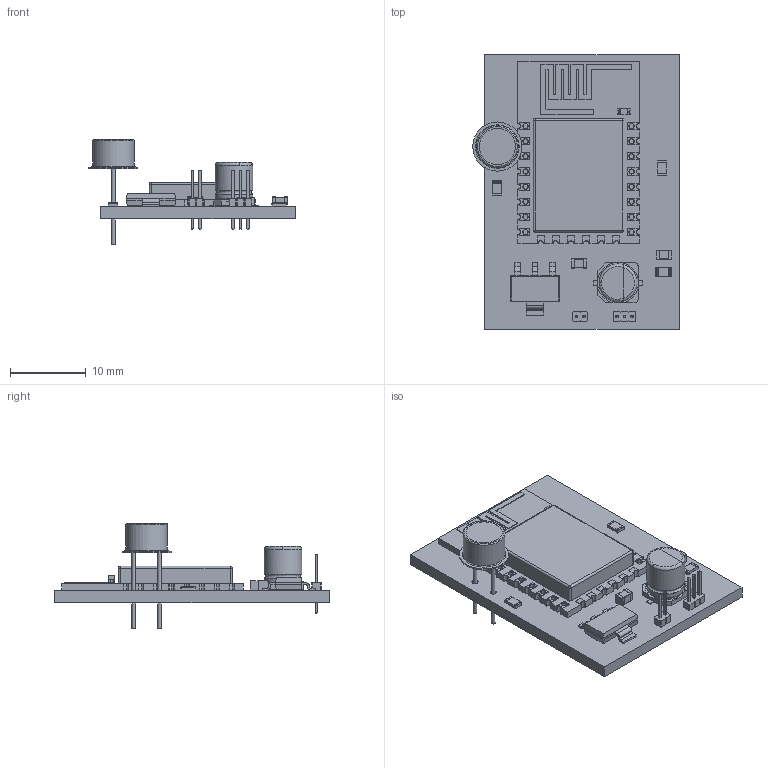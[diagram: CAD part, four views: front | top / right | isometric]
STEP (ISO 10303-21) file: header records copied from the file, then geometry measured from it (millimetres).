
FILE_DESCRIPTION(('KiCad electronic assembly'),'2;1');
FILE_NAME('NeoPixel_c.step','2024-11-07T13:09:38',('Pcbnew'),('Kicad'), 'Open CASCADE STEP processor 7.7','KiCad to STEP converter','Unknown' );
FILE_SCHEMA(('AUTOMOTIVE_DESIGN { 1 0 10303 214 1 1 1 1 }'));
Length unit declared in the file: millimetre
Products named in the file (18): NeoPixel_c 1; SOT-223; SOT_223; CP_Elec_5x5.8; CP_Elec_5x58; R_0805_2012Metric; PinHeader_1x03_P1.00mm_Vertical; PinHeader_1x03_P100mm_Vertical; PinHeader_1x02_P1.00mm_Vertical; PinHeader_1x02_P100mm_Vertical; ESP-12E; ESP_12E001_cp; R_LDR_D6.4mm_P3.4mm_Vertical; C_0805_2012Metric; NeoPixel_c_PCB
Assembly tree (20 placements, depth 3):
  NeoPixel_c 1
    SOT-223
      SOT_223
    CP_Elec_5x5.8
      CP_Elec_5x58
    R_0805_2012Metric  x3
      R_0805_2012Metric
    PinHeader_1x03_P1.00mm_Vertical
      PinHeader_1x03_P100mm_Vertical
    PinHeader_1x02_P1.00mm_Vertical
      PinHeader_1x02_P100mm_Vertical
    ESP-12E
      ESP_12E001_cp
    R_LDR_D6.4mm_P3.4mm_Vertical
      R_LDR_D6.4mm_P3.4mm_Vertical
    C_0805_2012Metric  x2
      C_0805_2012Metric
    NeoPixel_c_PCB
Bounding box: 27.28 x 36.32 x 13.8 mm (x, y, z)
Volume: 2462.8 mm3; surface area: 4229.1 mm2
Topology: 59 solids, 60 shells, 941 faces, 2293 edges, 1489 vertices
Faces by surface type: plane 673, cylinder 238, bspline 18, torus 4, sphere 4, revolution 3, cone 1
Full cylindrical faces by diameter (mm): 0.5 x7, 0.65 x16, 0.7 x16, 0.8 x2, 4.32 x1, 4.8 x2, 5 x2, 5.5 x1, 6.5 x1
Entity records: 31420 total; most frequent: CARTESIAN_POINT 4647, DIRECTION 4204, ORIENTED_EDGE 4162, EDGE_CURVE 2081, LINE 1625, VECTOR 1625, VERTEX_POINT 1353, AXIS2_PLACEMENT_3D 1288
